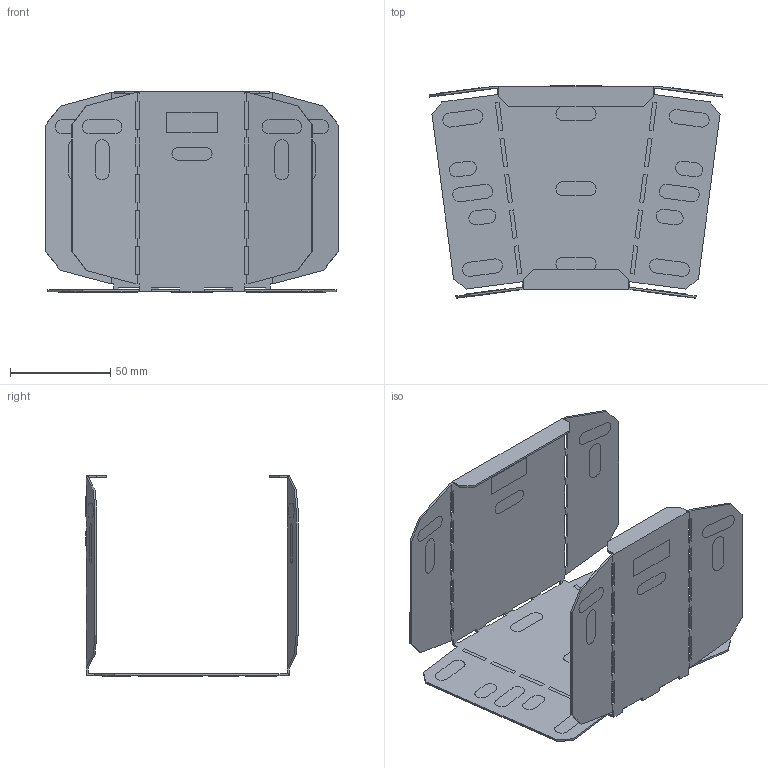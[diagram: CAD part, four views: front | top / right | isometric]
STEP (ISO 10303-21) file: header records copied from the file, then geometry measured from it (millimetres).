
FILE_DESCRIPTION(/* description */ (''),/* implementation_level */ '2;1');
FILE_NAME(/* name */ '487814.stp',/* time_stamp */ '2023-12-19T13:55:17+01:00',/* author */ ('bonnaudn'),/* organization */ (''),/* preprocessor_version */ 'ST-DEVELOPER v19.2',/* originating_system */ 'AutoCAD Mechanical',/* authorisation */ '');
FILE_SCHEMA (('AUTOMOTIVE_DESIGN { 1 0 10303 214 3 1 1 }'));
Length unit declared in the file: millimetre
Products named in the file (1): Product
Bounding box: 146.01 x 105.67 x 99.66 mm (x, y, z)
Volume: 37692.2 mm3; surface area: 84421.8 mm2
Topology: 1 solids, 71 shells, 247 faces, 961 edges, 734 vertices
Faces by surface type: plane 247
Entity records: 10254 total; most frequent: CARTESIAN_POINT 1945, ORIENTED_EDGE 1646, DIRECTION 1553, EDGE_CURVE 963, LINE 869, VECTOR 869, VERTEX_POINT 734, AXIS2_PLACEMENT_3D 342
